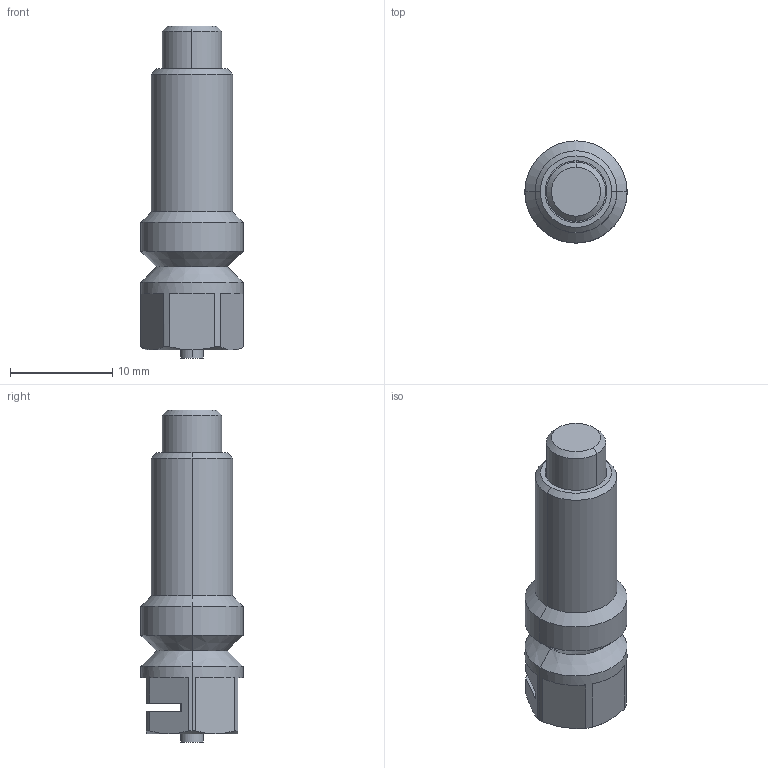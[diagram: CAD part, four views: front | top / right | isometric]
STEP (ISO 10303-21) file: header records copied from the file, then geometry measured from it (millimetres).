
FILE_DESCRIPTION((''),'2;1');
FILE_NAME('DM_CAD-2265_SW0001','2016-04-07T',('creinig-se'),(''),'PRO/ENGINEER BY PARAMETRIC TECHNOLOGY CORPORATION, 2015440','PRO/ENGINEER BY PARAMETRIC TECHNOLOGY CORPORATION, 2015440','');
FILE_SCHEMA(('CONFIG_CONTROL_DESIGN'));
Length unit declared in the file: millimetre
Products named in the file (1): DM_CAD-2265_SW0001
Bounding box: 10 x 10 x 32.5 mm (x, y, z)
Volume: 1609.5 mm3; surface area: 1275.8 mm2
Topology: 1 solids, 1 shells, 61 faces, 142 edges, 88 vertices
Faces by surface type: plane 25, cylinder 20, cone 16
Entity records: 2292 total; most frequent: CARTESIAN_POINT 359, DIRECTION 318, ORIENTED_EDGE 284, EDGE_CURVE 142, AXIS2_PLACEMENT_3D 127, VERTEX_POINT 88, EDGE_LOOP 68, CIRCLE 66
